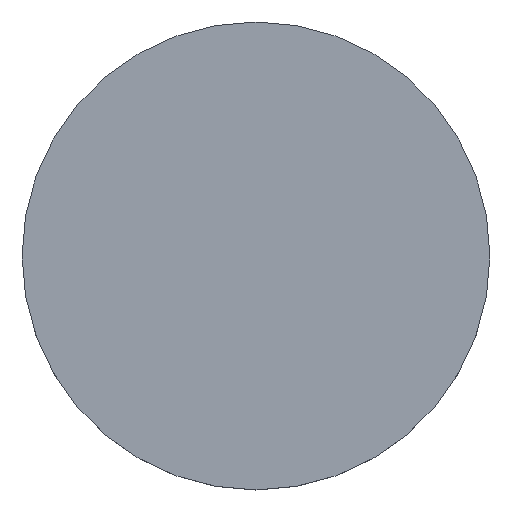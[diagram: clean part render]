
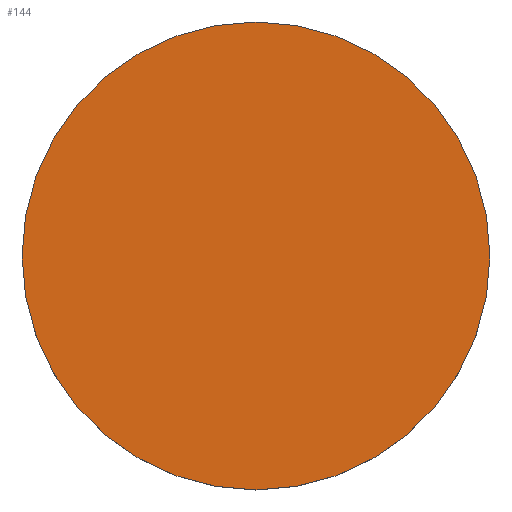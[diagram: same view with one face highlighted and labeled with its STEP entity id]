
A CAD part, top view. The second image highlights one B-rep face of the part: STEP entity #144.
In plain terms, the highlighted planar face has unit normal (0, 0, 1).
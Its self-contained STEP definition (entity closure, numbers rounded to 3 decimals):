
#4 = DIRECTION ( 'NONE',  ( 1., 0., 0. ) ) ;
#6 = AXIS2_PLACEMENT_3D ( 'NONE', #100, #170, #4 ) ;
#9 = FACE_OUTER_BOUND ( 'NONE', #48, .T. ) ;
#10 = PLANE ( 'NONE',  #6 ) ;
#11 = EDGE_CURVE ( 'NONE', #87, #38, #65, .T. ) ;
#12 = DIRECTION ( 'NONE',  ( 0., 0., 1. ) ) ;
#30 = ORIENTED_EDGE ( 'NONE', *, *, #36, .T. ) ;
#36 = EDGE_CURVE ( 'NONE', #38, #87, #58, .T. ) ;
#38 = VERTEX_POINT ( 'NONE', #120 ) ;
#48 = EDGE_LOOP ( 'NONE', ( #159, #30 ) ) ;
#55 = AXIS2_PLACEMENT_3D ( 'NONE', #174, #165, #76 ) ;
#56 = CARTESIAN_POINT ( 'NONE',  ( -12.5, 0., 1.5 ) ) ;
#58 = CIRCLE ( 'NONE', #67, 12.5 ) ;
#65 = CIRCLE ( 'NONE', #55, 12.5 ) ;
#67 = AXIS2_PLACEMENT_3D ( 'NONE', #86, #12, #147 ) ;
#76 = DIRECTION ( 'NONE',  ( 1., 0., 0. ) ) ;
#86 = CARTESIAN_POINT ( 'NONE',  ( 0., 0., 1.5 ) ) ;
#87 = VERTEX_POINT ( 'NONE', #56 ) ;
#100 = CARTESIAN_POINT ( 'NONE',  ( 0., 0., 1.5 ) ) ;
#120 = CARTESIAN_POINT ( 'NONE',  ( 12.5, 0., 1.5 ) ) ;
#144 = ADVANCED_FACE ( 'NONE', ( #9 ), #10, .T. ) ;
#147 = DIRECTION ( 'NONE',  ( 1., 0., 0. ) ) ;
#159 = ORIENTED_EDGE ( 'NONE', *, *, #11, .T. ) ;
#165 = DIRECTION ( 'NONE',  ( 0., 0., 1. ) ) ;
#170 = DIRECTION ( 'NONE',  ( 0., 0., 1. ) ) ;
#174 = CARTESIAN_POINT ( 'NONE',  ( 0., 0., 1.5 ) ) ;
